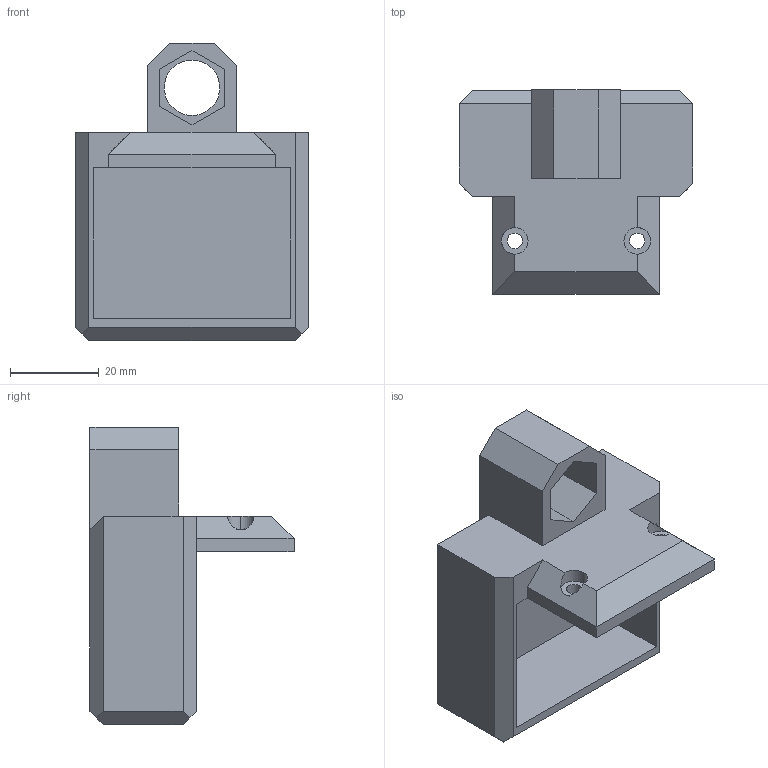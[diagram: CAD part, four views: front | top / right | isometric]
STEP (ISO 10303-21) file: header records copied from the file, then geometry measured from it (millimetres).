
FILE_DESCRIPTION(/* description */ (''),/* implementation_level */ '2;1');
FILE_NAME(/* name */ 'battery_clamp1.step',/* time_stamp */ '2021-09-20T19:37:09+02:00',/* author */ (''),/* organization */ (''),/* preprocessor_version */ 'ST-DEVELOPER v18.1',/* originating_system */ 'Autodesk Translation Framework v10.10.0.1391',/* authorisation */ '');
FILE_SCHEMA (('AUTOMOTIVE_DESIGN { 1 0 10303 214 3 1 1 }'));
Length unit declared in the file: millimetre
Products named in the file (1): battery_clamp1
Bounding box: 52.6 x 46 x 67 mm (x, y, z)
Volume: 38603 mm3; surface area: 16075.6 mm2
Topology: 1 solids, 1 shells, 48 faces, 129 edges, 84 vertices
Faces by surface type: plane 42, cylinder 6
Full cylindrical faces by diameter (mm): 3.5 x2, 6 x1, 12.5 x1
Entity records: 1526 total; most frequent: CARTESIAN_POINT 262, ORIENTED_EDGE 258, DIRECTION 243, EDGE_CURVE 129, LINE 113, VECTOR 113, VERTEX_POINT 84, AXIS2_PLACEMENT_3D 65
